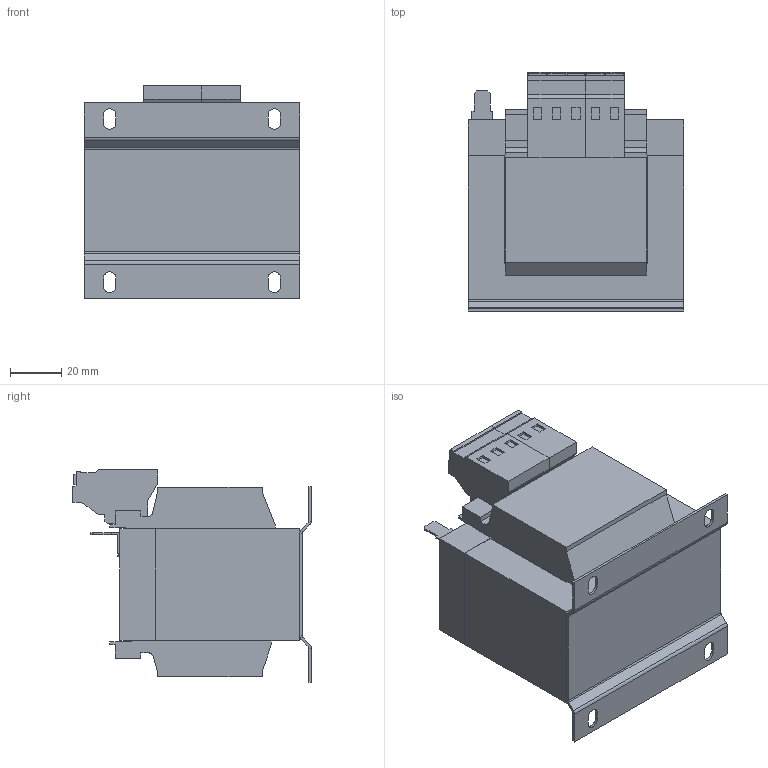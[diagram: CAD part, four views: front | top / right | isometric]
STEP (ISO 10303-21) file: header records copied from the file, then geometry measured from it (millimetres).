
FILE_DESCRIPTION (( 'STEP AP214' ), '1' );
FILE_NAME ('202648.STEP', '2020-05-29T05:24:52', ( '' ), ( '' ), 'SwSTEP 2.0', 'SolidWorks 2018', '' );
FILE_SCHEMA (( 'AUTOMOTIVE_DESIGN' ));
Length unit declared in the file: millimetre
Products named in the file (1): 202648
Bounding box: 84 x 92.9 x 82.7 mm (x, y, z)
Volume: 361137.9 mm3; surface area: 58825.9 mm2
Topology: 1 solids, 1 shells, 238 faces, 598 edges, 376 vertices
Faces by surface type: plane 206, cylinder 32
Entity records: 7000 total; most frequent: CARTESIAN_POINT 1213, ORIENTED_EDGE 1196, DIRECTION 1140, EDGE_CURVE 598, LINE 534, VECTOR 534, VERTEX_POINT 376, AXIS2_PLACEMENT_3D 303
